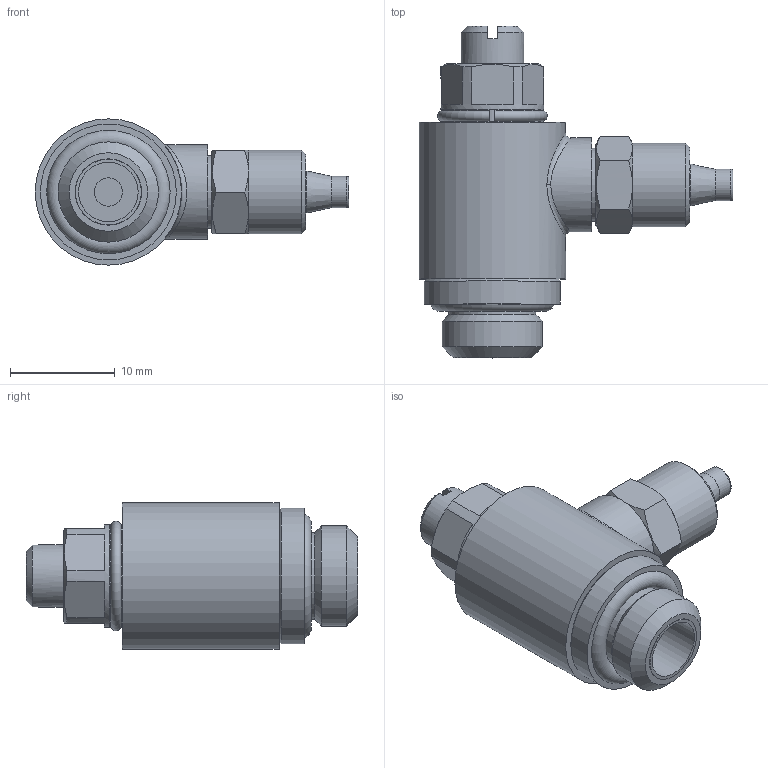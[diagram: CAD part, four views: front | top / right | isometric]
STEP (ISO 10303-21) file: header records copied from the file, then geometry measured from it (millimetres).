
FILE_DESCRIPTION( ( 'STEP AP214' ), '1' );
FILE_NAME( '04100V21.stp', '2021-04-20T07:08:01', ( 'License CC BY-ND 4.0' ), ( 'CADENAS' ), ' ', 'PARTsolutions', ' ' );
FILE_SCHEMA( ( 'AUTOMOTIVE_DESIGN { 1 0 10303 214 1 1 1 1 }' ) );
Length unit declared in the file: metre
Products named in the file (3): 04100V21; NONE
Assembly tree (2 placements, depth 2):
  04100V21
    NONE
    NONE
Bounding box: 30 x 31.75 x 14 mm (x, y, z)
Volume: 3997.9 mm3; surface area: 2178.5 mm2
Topology: 2 solids, 2 shells, 83 faces, 178 edges, 115 vertices
Faces by surface type: plane 42, cone 19, cylinder 17, torus 3, bspline 2
Full cylindrical faces by diameter (mm): 2.25 x1, 2.7 x1, 3 x1, 4 x1, 5.15 x1, 5.7 x1, 6 x1, 7 x1, 8 x1, 8.3 x1, 8.75 x1, 9 x1, 9.6 x1, 9.85 x2, 13 x1, 14 x1
Entity records: 3347 total; most frequent: CARTESIAN_POINT 1006, DIRECTION 340, ORIENTED_EDGE 282, AXIS2_PLACEMENT_3D 154, EDGE_CURVE 141, EDGE_LOOP 130, VERTEX_POINT 109, FACE_OUTER_BOUND 103
